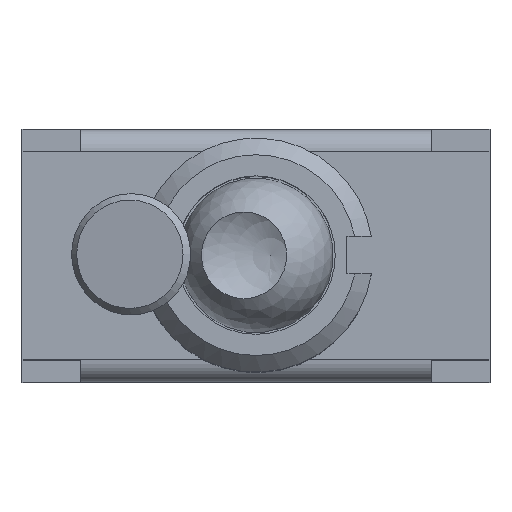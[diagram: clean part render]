
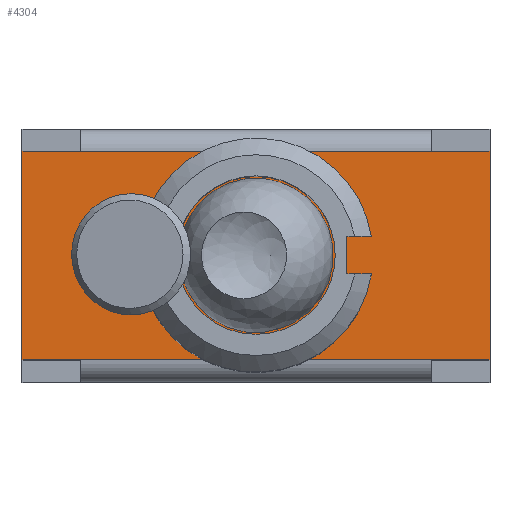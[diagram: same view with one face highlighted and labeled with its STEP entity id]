
A CAD part, top view. The second image highlights one B-rep face of the part: STEP entity #4304.
In plain terms, the highlighted planar face has unit normal (0, 0, 1).
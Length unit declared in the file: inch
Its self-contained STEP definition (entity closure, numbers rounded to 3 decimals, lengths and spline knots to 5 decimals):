
#243=PLANE('',#4599);
#435=FACE_OUTER_BOUND('',#692,.T.);
#692=EDGE_LOOP('',(#3612,#3613,#3614,#3615,#3616,#3617,#3618,#3619));
#1118=LINE('',#6961,#1587);
#1120=LINE('',#6966,#1589);
#1122=LINE('',#6969,#1591);
#1125=LINE('',#6975,#1594);
#1130=LINE('',#6985,#1599);
#1132=LINE('',#6988,#1601);
#1134=LINE('',#6996,#1603);
#1135=LINE('',#6998,#1604);
#1587=VECTOR('',#5402,0.3937);
#1589=VECTOR('',#5406,0.3937);
#1591=VECTOR('',#5410,0.3937);
#1594=VECTOR('',#5415,0.3937);
#1599=VECTOR('',#5422,0.3937);
#1601=VECTOR('',#5426,0.3937);
#1603=VECTOR('',#5438,0.3937);
#1604=VECTOR('',#5441,0.3937);
#2038=VERTEX_POINT('',#6778);
#2039=VERTEX_POINT('',#6786);
#2044=VERTEX_POINT('',#6802);
#2095=VERTEX_POINT('',#6957);
#2098=VERTEX_POINT('',#6964);
#2100=VERTEX_POINT('',#6973);
#2101=VERTEX_POINT('',#6978);
#2104=VERTEX_POINT('',#6983);
#2617=EDGE_CURVE('',#2039,#2095,#1118,.T.);
#2619=EDGE_CURVE('',#2044,#2098,#1120,.T.);
#2621=EDGE_CURVE('',#2098,#2095,#1122,.T.);
#2624=EDGE_CURVE('',#2038,#2100,#1125,.T.);
#2629=EDGE_CURVE('',#2104,#2101,#1130,.T.);
#2631=EDGE_CURVE('',#2100,#2101,#1132,.T.);
#2635=EDGE_CURVE('',#2044,#2104,#1134,.T.);
#2636=EDGE_CURVE('',#2039,#2038,#1135,.T.);
#3612=ORIENTED_EDGE('',*,*,#2636,.T.);
#3613=ORIENTED_EDGE('',*,*,#2624,.T.);
#3614=ORIENTED_EDGE('',*,*,#2631,.T.);
#3615=ORIENTED_EDGE('',*,*,#2629,.F.);
#3616=ORIENTED_EDGE('',*,*,#2635,.F.);
#3617=ORIENTED_EDGE('',*,*,#2619,.T.);
#3618=ORIENTED_EDGE('',*,*,#2621,.T.);
#3619=ORIENTED_EDGE('',*,*,#2617,.F.);
#4304=ADVANCED_FACE('',(#435),#243,.T.);
#4599=AXIS2_PLACEMENT_3D('',#6997,#5439,#5440);
#5402=DIRECTION('',(-1.,0.,0.));
#5406=DIRECTION('',(-1.,0.,0.));
#5410=DIRECTION('',(0.,-1.,0.));
#5415=DIRECTION('',(1.,0.,0.));
#5422=DIRECTION('',(1.,0.,0.));
#5426=DIRECTION('',(0.,1.,0.));
#5438=DIRECTION('',(1.,0.,0.));
#5439=DIRECTION('center_axis',(0.,0.,
1.));
#5440=DIRECTION('ref_axis',(0.,-1.,0.));
#5441=DIRECTION('',(1.,0.,0.));
#6778=CARTESIAN_POINT('',(0.18701,-0.11142,0.35));
#6786=CARTESIAN_POINT('',(-0.18701,-0.11142,0.35));
#6802=CARTESIAN_POINT('',(-0.18701,0.11142,0.35));
#6957=CARTESIAN_POINT('',(-0.25,-0.11142,0.35));
#6961=CARTESIAN_POINT('',(-0.18701,-0.11142,0.35));
#6964=CARTESIAN_POINT('',(-0.25,0.11142,0.35));
#6966=CARTESIAN_POINT('',(-0.18701,0.11142,0.35));
#6969=CARTESIAN_POINT('',(-0.25,-0.11142,0.35));
#6973=CARTESIAN_POINT('',(0.25,-0.11142,0.35));
#6975=CARTESIAN_POINT('',(0.18701,-0.11142,0.35));
#6978=CARTESIAN_POINT('',(0.25,0.11142,0.35));
#6983=CARTESIAN_POINT('',(0.18701,0.11142,0.35));
#6985=CARTESIAN_POINT('',(0.18701,0.11142,0.35));
#6988=CARTESIAN_POINT('',(0.25,0.11142,0.35));
#6996=CARTESIAN_POINT('',(0.,0.11142,0.35));
#6997=CARTESIAN_POINT('Origin',(0.,0.11142,
0.35));
#6998=CARTESIAN_POINT('',(0.,-0.11142,0.35));
